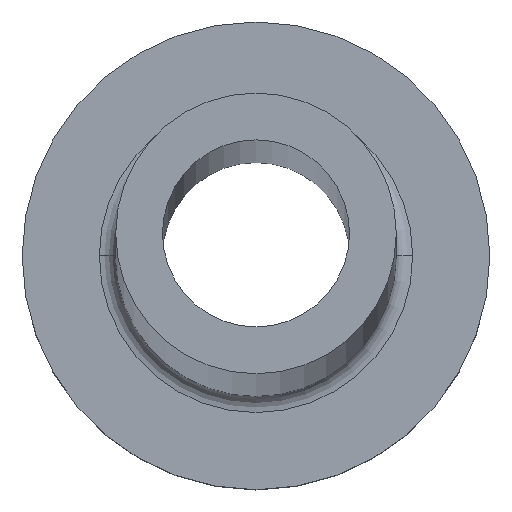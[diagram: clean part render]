
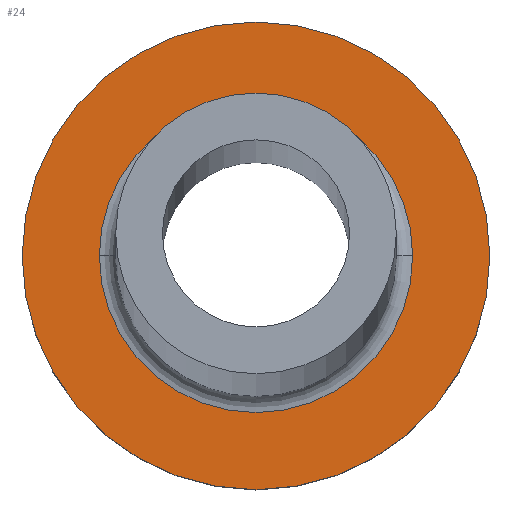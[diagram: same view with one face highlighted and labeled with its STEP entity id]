
A CAD part, top view. The second image highlights one B-rep face of the part: STEP entity #24.
In plain terms, the highlighted planar face has unit normal (0, 0, 1).
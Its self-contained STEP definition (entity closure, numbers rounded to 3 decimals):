
#11 = AXIS2_PLACEMENT_3D ( 'NONE', #86, #292, #269 ) ;
#24 = ADVANCED_FACE ( 'NONE', ( #364, #91 ), #361, .T. ) ;
#25 = CIRCLE ( 'NONE', #99, 6.7 ) ;
#30 = VERTEX_POINT ( 'NONE', #331 ) ;
#40 = AXIS2_PLACEMENT_3D ( 'NONE', #297, #205, #294 ) ;
#44 = CIRCLE ( 'NONE', #304, 6.7 ) ;
#56 = ORIENTED_EDGE ( 'NONE', *, *, #104, .T. ) ;
#65 = ORIENTED_EDGE ( 'NONE', *, *, #283, .T. ) ;
#68 = CARTESIAN_POINT ( 'NONE',  ( 0., 0., 7. ) ) ;
#82 = EDGE_LOOP ( 'NONE', ( #56, #65 ) ) ;
#86 = CARTESIAN_POINT ( 'NONE',  ( 0., 0., 7. ) ) ;
#91 = FACE_OUTER_BOUND ( 'NONE', #82, .T. ) ;
#96 = DIRECTION ( 'NONE',  ( 0., 0., -1. ) ) ;
#98 = DIRECTION ( 'NONE',  ( 1., 0., 0. ) ) ;
#99 = AXIS2_PLACEMENT_3D ( 'NONE', #369, #96, #98 ) ;
#104 = EDGE_CURVE ( 'NONE', #30, #166, #363, .T. ) ;
#123 = DIRECTION ( 'NONE',  ( 1., 0., 0. ) ) ;
#126 = EDGE_CURVE ( 'NONE', #210, #162, #25, .T. ) ;
#129 = CARTESIAN_POINT ( 'NONE',  ( 10., 0., 7. ) ) ;
#145 = ORIENTED_EDGE ( 'NONE', *, *, #126, .T. ) ;
#158 = DIRECTION ( 'NONE',  ( 1., 0., 0. ) ) ;
#160 = CIRCLE ( 'NONE', #261, 10. ) ;
#162 = VERTEX_POINT ( 'NONE', #249 ) ;
#166 = VERTEX_POINT ( 'NONE', #129 ) ;
#177 = CARTESIAN_POINT ( 'NONE',  ( 6.7, 0., 7. ) ) ;
#204 = DIRECTION ( 'NONE',  ( 0., 0., 1. ) ) ;
#205 = DIRECTION ( 'NONE',  ( 0., 0., 1. ) ) ;
#210 = VERTEX_POINT ( 'NONE', #177 ) ;
#227 = ORIENTED_EDGE ( 'NONE', *, *, #250, .T. ) ;
#249 = CARTESIAN_POINT ( 'NONE',  ( -6.7, 0., 7. ) ) ;
#250 = EDGE_CURVE ( 'NONE', #162, #210, #44, .T. ) ;
#261 = AXIS2_PLACEMENT_3D ( 'NONE', #267, #204, #158 ) ;
#267 = CARTESIAN_POINT ( 'NONE',  ( 0., 0., 7. ) ) ;
#269 = DIRECTION ( 'NONE',  ( 1., 0., 0. ) ) ;
#277 = DIRECTION ( 'NONE',  ( 0., 0., -1. ) ) ;
#283 = EDGE_CURVE ( 'NONE', #166, #30, #160, .T. ) ;
#292 = DIRECTION ( 'NONE',  ( 0., 0., 1. ) ) ;
#294 = DIRECTION ( 'NONE',  ( 1., 0., 0. ) ) ;
#297 = CARTESIAN_POINT ( 'NONE',  ( 0., 0., 7. ) ) ;
#304 = AXIS2_PLACEMENT_3D ( 'NONE', #68, #277, #123 ) ;
#312 = EDGE_LOOP ( 'NONE', ( #145, #227 ) ) ;
#331 = CARTESIAN_POINT ( 'NONE',  ( -10., 0., 7. ) ) ;
#361 = PLANE ( 'NONE',  #40 ) ;
#363 = CIRCLE ( 'NONE', #11, 10. ) ;
#364 = FACE_BOUND ( 'NONE', #312, .T. ) ;
#369 = CARTESIAN_POINT ( 'NONE',  ( 0., 0., 7. ) ) ;
